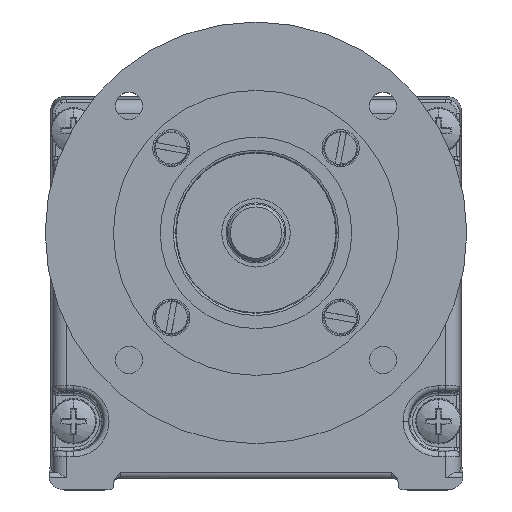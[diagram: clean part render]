
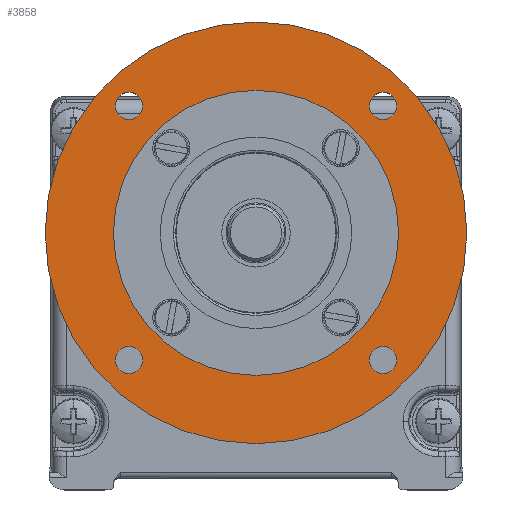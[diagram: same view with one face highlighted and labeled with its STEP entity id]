
A CAD part, top view. The second image highlights one B-rep face of the part: STEP entity #3858.
In plain terms, the highlighted planar face has unit normal (0, 0, 1).
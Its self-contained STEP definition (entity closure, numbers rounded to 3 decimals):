
#65 = EDGE_CURVE ( 'Defeature ausgef�hrt1_413+Defeature ausgef�hrt1_423+Defeature ausgef�hrt1_423+Defeature ausgef�hrt1_423', #3887, #1348, #12584, .T. ) ;
#473 = VERTEX_POINT ( 'NONE', #12596 ) ;
#492 = ORIENTED_EDGE ( 'NONE', *, *, #6120, .T. ) ;
#525 = VERTEX_POINT ( 'NONE', #5239 ) ;
#780 = CARTESIAN_POINT ( 'NONE',  ( 22.274, -22.274, 54.5 ) ) ;
#810 = CIRCLE ( 'NONE', #17839, 25. ) ;
#815 = ORIENTED_EDGE ( 'NONE', *, *, #12679, .T. ) ;
#901 = CARTESIAN_POINT ( 'NONE',  ( 0., 38., 54.5 ) ) ;
#1066 = CARTESIAN_POINT ( 'NONE',  ( -24.674, 22.274, 54.5 ) ) ;
#1252 = DIRECTION ( 'NONE',  ( 1., 0., 0. ) ) ;
#1288 = CARTESIAN_POINT ( 'NONE',  ( 19.874, 22.274, 54.5 ) ) ;
#1348 = VERTEX_POINT ( 'NONE', #1066 ) ;
#1472 = DIRECTION ( 'NONE',  ( 1., 0., 0. ) ) ;
#1640 = FACE_BOUND ( 'NONE', #14603, .T. ) ;
#1760 = EDGE_CURVE ( 'Defeature ausgef�hrt1_413+Defeature ausgef�hrt1_410+Defeature ausgef�hrt1_410+Defeature ausgef�hrt1_410', #473, #525, #14484, .T. ) ;
#1851 = CARTESIAN_POINT ( 'NONE',  ( 0., 0., 54.5 ) ) ;
#1902 = AXIS2_PLACEMENT_3D ( 'NONE', #12754, #3614, #14322 ) ;
#2211 = EDGE_CURVE ( 'Defeature ausgef�hrt1_413+Defeature ausgef�hrt1_421+Defeature ausgef�hrt1_421+Defeature ausgef�hrt1_421', #2271, #8617, #5535, .T. ) ;
#2271 = VERTEX_POINT ( 'NONE', #2380 ) ;
#2312 = DIRECTION ( 'NONE',  ( 1., 0., 0. ) ) ;
#2380 = CARTESIAN_POINT ( 'NONE',  ( 24.674, -22.274, 54.5 ) ) ;
#2398 = DIRECTION ( 'NONE',  ( 0., 0., 1. ) ) ;
#2515 = EDGE_CURVE ( 'Defeature ausgef�hrt1_414+Defeature ausgef�hrt1_413+Defeature ausgef�hrt1_413+Defeature ausgef�hrt1_413', #19009, #17895, #4323, .T. ) ;
#2890 = DIRECTION ( 'NONE',  ( 1., 0., 0. ) ) ;
#3338 = ORIENTED_EDGE ( 'NONE', *, *, #1760, .T. ) ;
#3447 = DIRECTION ( 'NONE',  ( 1., 0., 0. ) ) ;
#3501 = AXIS2_PLACEMENT_3D ( 'NONE', #17924, #8698, #19456 ) ;
#3614 = DIRECTION ( 'NONE',  ( 0., 0., -1. ) ) ;
#3709 = CARTESIAN_POINT ( 'NONE',  ( -22.274, 22.274, 54.5 ) ) ;
#3858 = ADVANCED_FACE ( 'Defeature ausgef�hrt1_413', ( #1640, #9784, #5725, #17507, #13373, #9303 ), #7089, .T. ) ;
#3887 = VERTEX_POINT ( 'NONE', #17896 ) ;
#3970 = AXIS2_PLACEMENT_3D ( 'NONE', #11566, #2398, #13119 ) ;
#4323 = CIRCLE ( 'NONE', #3970, 25. ) ;
#4821 = EDGE_CURVE ( 'Defeature ausgef�hrt1_413+Defeature ausgef�hrt1_423+Defeature ausgef�hrt1_423+Defeature ausgef�hrt1_423', #1348, #3887, #17218, .T. ) ;
#4954 = CARTESIAN_POINT ( 'NONE',  ( -24.674, -22.274, 54.5 ) ) ;
#4977 = ORIENTED_EDGE ( 'NONE', *, *, #2515, .F. ) ;
#5239 = CARTESIAN_POINT ( 'NONE',  ( -36.978, 0., 54.5 ) ) ;
#5253 = DIRECTION ( 'NONE',  ( 1., 0., 0. ) ) ;
#5414 = CIRCLE ( 'NONE', #7749, 2.4 ) ;
#5518 = EDGE_CURVE ( 'Defeature ausgef�hrt1_413+Defeature ausgef�hrt1_410+Defeature ausgef�hrt1_410+Defeature ausgef�hrt1_410', #525, #473, #18369, .T. ) ;
#5535 = CIRCLE ( 'NONE', #8801, 2.4 ) ;
#5725 = FACE_BOUND ( 'NONE', #6733, .T. ) ;
#5740 = EDGE_CURVE ( 'Defeature ausgef�hrt1_413+Defeature ausgef�hrt1_420+Defeature ausgef�hrt1_420+Defeature ausgef�hrt1_420', #18066, #7218, #5414, .T. ) ;
#5791 = ORIENTED_EDGE ( 'NONE', *, *, #2211, .T. ) ;
#5848 = CIRCLE ( 'NONE', #15881, 2.4 ) ;
#5881 = CARTESIAN_POINT ( 'NONE',  ( 25., 0., 54.5 ) ) ;
#6120 = EDGE_CURVE ( 'Defeature ausgef�hrt1_413+Defeature ausgef�hrt1_420+Defeature ausgef�hrt1_420+Defeature ausgef�hrt1_420', #7218, #18066, #5848, .T. ) ;
#6235 = ORIENTED_EDGE ( 'NONE', *, *, #65, .T. ) ;
#6392 = DIRECTION ( 'NONE',  ( 0., 0., -1. ) ) ;
#6733 = EDGE_LOOP ( 'NONE', ( #5791, #7748 ) ) ;
#6738 = EDGE_CURVE ( 'Defeature ausgef�hrt1_414+Defeature ausgef�hrt1_413+Defeature ausgef�hrt1_413+Defeature ausgef�hrt1_413', #17895, #19009, #810, .T. ) ;
#7089 = PLANE ( 'NONE',  #18392 ) ;
#7105 = CARTESIAN_POINT ( 'NONE',  ( 22.274, 22.274, 54.5 ) ) ;
#7136 = DIRECTION ( 'NONE',  ( 0., 0., -1. ) ) ;
#7149 = DIRECTION ( 'NONE',  ( 1., 0., 0. ) ) ;
#7212 = AXIS2_PLACEMENT_3D ( 'NONE', #3709, #14416, #5253 ) ;
#7218 = VERTEX_POINT ( 'NONE', #1288 ) ;
#7525 = VERTEX_POINT ( 'NONE', #14636 ) ;
#7748 = ORIENTED_EDGE ( 'NONE', *, *, #11151, .T. ) ;
#7749 = AXIS2_PLACEMENT_3D ( 'NONE', #7105, #17851, #8620 ) ;
#7979 = CIRCLE ( 'NONE', #19905, 2.4 ) ;
#8146 = AXIS2_PLACEMENT_3D ( 'NONE', #14911, #7136, #1472 ) ;
#8404 = DIRECTION ( 'NONE',  ( 0., 0., -1. ) ) ;
#8414 = ORIENTED_EDGE ( 'NONE', *, *, #5740, .T. ) ;
#8589 = EDGE_LOOP ( 'NONE', ( #8414, #492 ) ) ;
#8617 = VERTEX_POINT ( 'NONE', #13439 ) ;
#8620 = DIRECTION ( 'NONE',  ( 1., 0., 0. ) ) ;
#8698 = DIRECTION ( 'NONE',  ( 0., 0., -1. ) ) ;
#8801 = AXIS2_PLACEMENT_3D ( 'NONE', #780, #11481, #2312 ) ;
#9303 = FACE_OUTER_BOUND ( 'NONE', #16469, .T. ) ;
#9322 = VERTEX_POINT ( 'NONE', #4954 ) ;
#9485 = CIRCLE ( 'NONE', #1902, 2.4 ) ;
#9767 = EDGE_LOOP ( 'NONE', ( #19589, #4977 ) ) ;
#9784 = FACE_BOUND ( 'NONE', #14214, .T. ) ;
#10423 = DIRECTION ( 'NONE',  ( 0., 0., 1. ) ) ;
#11151 = EDGE_CURVE ( 'Defeature ausgef�hrt1_413+Defeature ausgef�hrt1_421+Defeature ausgef�hrt1_421+Defeature ausgef�hrt1_421', #8617, #2271, #7979, .T. ) ;
#11188 = AXIS2_PLACEMENT_3D ( 'NONE', #1851, #12582, #3447 ) ;
#11223 = CARTESIAN_POINT ( 'NONE',  ( 24.674, 22.274, 54.5 ) ) ;
#11481 = DIRECTION ( 'NONE',  ( 0., 0., -1. ) ) ;
#11566 = CARTESIAN_POINT ( 'NONE',  ( 0., 0., 54.5 ) ) ;
#12158 = ORIENTED_EDGE ( 'NONE', *, *, #5518, .T. ) ;
#12582 = DIRECTION ( 'NONE',  ( 0., 0., 1. ) ) ;
#12584 = CIRCLE ( 'NONE', #8146, 2.4 ) ;
#12596 = CARTESIAN_POINT ( 'NONE',  ( 36.978, 0., 54.5 ) ) ;
#12679 = EDGE_CURVE ( 'Defeature ausgef�hrt1_413+Defeature ausgef�hrt1_422+Defeature ausgef�hrt1_422+Defeature ausgef�hrt1_422', #9322, #7525, #18757, .T. ) ;
#12754 = CARTESIAN_POINT ( 'NONE',  ( -22.274, -22.274, 54.5 ) ) ;
#13109 = ORIENTED_EDGE ( 'NONE', *, *, #4821, .T. ) ;
#13119 = DIRECTION ( 'NONE',  ( 1., 0., 0. ) ) ;
#13373 = FACE_BOUND ( 'NONE', #9767, .T. ) ;
#13439 = CARTESIAN_POINT ( 'NONE',  ( 19.874, -22.274, 54.5 ) ) ;
#13680 = AXIS2_PLACEMENT_3D ( 'NONE', #19812, #19870, #2890 ) ;
#14214 = EDGE_LOOP ( 'NONE', ( #16477, #815 ) ) ;
#14322 = DIRECTION ( 'NONE',  ( 1., 0., 0. ) ) ;
#14416 = DIRECTION ( 'NONE',  ( 0., 0., -1. ) ) ;
#14484 = CIRCLE ( 'NONE', #13680, 36.978 ) ;
#14603 = EDGE_LOOP ( 'NONE', ( #6235, #13109 ) ) ;
#14636 = CARTESIAN_POINT ( 'NONE',  ( -19.874, -22.274, 54.5 ) ) ;
#14705 = CARTESIAN_POINT ( 'NONE',  ( -25., 0., 54.5 ) ) ;
#14911 = CARTESIAN_POINT ( 'NONE',  ( -22.274, 22.274, 54.5 ) ) ;
#15578 = CARTESIAN_POINT ( 'NONE',  ( 22.274, -22.274, 54.5 ) ) ;
#15881 = AXIS2_PLACEMENT_3D ( 'NONE', #17632, #8404, #19161 ) ;
#16331 = DIRECTION ( 'NONE',  ( 0., 0., 1. ) ) ;
#16469 = EDGE_LOOP ( 'NONE', ( #3338, #12158 ) ) ;
#16477 = ORIENTED_EDGE ( 'NONE', *, *, #19919, .T. ) ;
#17117 = DIRECTION ( 'NONE',  ( 1., 0., 0. ) ) ;
#17218 = CIRCLE ( 'NONE', #7212, 2.4 ) ;
#17507 = FACE_BOUND ( 'NONE', #8589, .T. ) ;
#17632 = CARTESIAN_POINT ( 'NONE',  ( 22.274, 22.274, 54.5 ) ) ;
#17839 = AXIS2_PLACEMENT_3D ( 'NONE', #19655, #10423, #1252 ) ;
#17851 = DIRECTION ( 'NONE',  ( 0., 0., -1. ) ) ;
#17895 = VERTEX_POINT ( 'NONE', #5881 ) ;
#17896 = CARTESIAN_POINT ( 'NONE',  ( -19.874, 22.274, 54.5 ) ) ;
#17924 = CARTESIAN_POINT ( 'NONE',  ( -22.274, -22.274, 54.5 ) ) ;
#18066 = VERTEX_POINT ( 'NONE', #11223 ) ;
#18369 = CIRCLE ( 'NONE', #11188, 36.978 ) ;
#18392 = AXIS2_PLACEMENT_3D ( 'NONE', #901, #16331, #7149 ) ;
#18757 = CIRCLE ( 'NONE', #3501, 2.4 ) ;
#19009 = VERTEX_POINT ( 'NONE', #14705 ) ;
#19161 = DIRECTION ( 'NONE',  ( 1., 0., 0. ) ) ;
#19456 = DIRECTION ( 'NONE',  ( 1., 0., 0. ) ) ;
#19589 = ORIENTED_EDGE ( 'NONE', *, *, #6738, .F. ) ;
#19655 = CARTESIAN_POINT ( 'NONE',  ( 0., 0., 54.5 ) ) ;
#19812 = CARTESIAN_POINT ( 'NONE',  ( 0., 0., 54.5 ) ) ;
#19870 = DIRECTION ( 'NONE',  ( 0., 0., 1. ) ) ;
#19905 = AXIS2_PLACEMENT_3D ( 'NONE', #15578, #6392, #17117 ) ;
#19919 = EDGE_CURVE ( 'Defeature ausgef�hrt1_413+Defeature ausgef�hrt1_422+Defeature ausgef�hrt1_422+Defeature ausgef�hrt1_422', #7525, #9322, #9485, .T. ) ;
